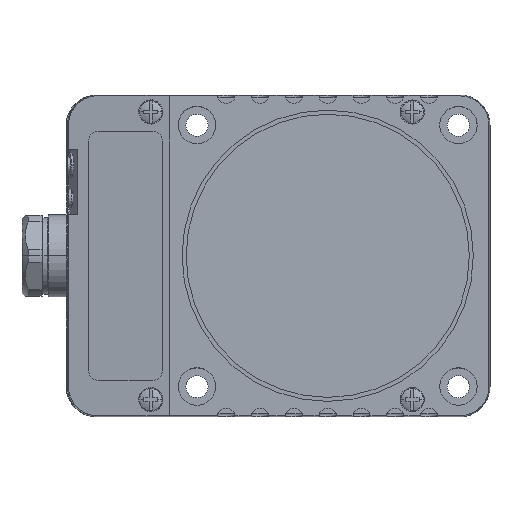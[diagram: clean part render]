
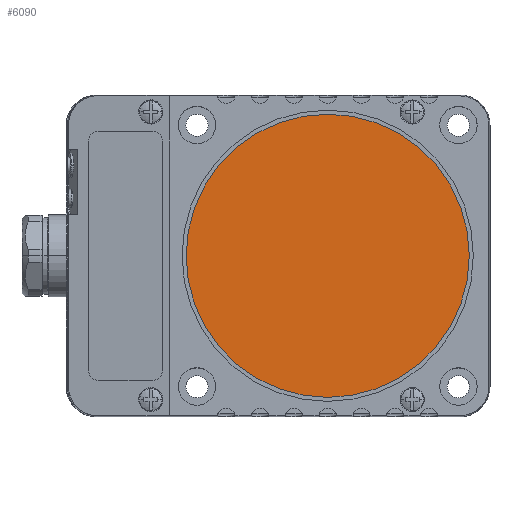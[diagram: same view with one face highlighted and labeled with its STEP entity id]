
A CAD part, top view. The second image highlights one B-rep face of the part: STEP entity #6090.
In plain terms, the highlighted planar face has unit normal (0, 0, 1).
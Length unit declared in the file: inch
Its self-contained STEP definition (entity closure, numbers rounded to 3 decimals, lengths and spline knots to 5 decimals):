
#529 = DIRECTION ( 'NONE',  ( 0., 0., -1. ) ) ;
#1234 = PLANE ( 'NONE',  #2783 ) ;
#1548 = AXIS2_PLACEMENT_3D ( 'NONE', #10229, #6290, #15425 ) ;
#1926 = VERTEX_POINT ( 'NONE', #10692 ) ;
#2676 = FACE_OUTER_BOUND ( 'NONE', #9469, .T. ) ;
#2783 = AXIS2_PLACEMENT_3D ( 'NONE', #11920, #13115, #13034 ) ;
#6090 = ADVANCED_FACE ( 'NONE', ( #2676 ), #1234, .T. ) ;
#6290 = DIRECTION ( 'NONE',  ( 0., 0., -1. ) ) ;
#7270 = EDGE_CURVE ( 'NONE', #1926, #11118, #13911, .T. ) ;
#8111 = CARTESIAN_POINT ( 'NONE',  ( 1.17323, 0., 0.94488 ) ) ;
#8425 = ORIENTED_EDGE ( 'NONE', *, *, #10614, .F. ) ;
#8867 = ORIENTED_EDGE ( 'NONE', *, *, #7270, .F. ) ;
#9469 = EDGE_LOOP ( 'NONE', ( #8425, #8867 ) ) ;
#9775 = DIRECTION ( 'NONE',  ( 1., 0., 0. ) ) ;
#10229 = CARTESIAN_POINT ( 'NONE',  ( 2.55906, 0., 0.94488 ) ) ;
#10614 = EDGE_CURVE ( 'NONE', #11118, #1926, #11931, .T. ) ;
#10692 = CARTESIAN_POINT ( 'NONE',  ( 3.94488, 0., 0.94488 ) ) ;
#11118 = VERTEX_POINT ( 'NONE', #8111 ) ;
#11920 = CARTESIAN_POINT ( 'NONE',  ( 0., 0., 0.94488 ) ) ;
#11931 = CIRCLE ( 'NONE', #1548, 1.38583 ) ;
#13034 = DIRECTION ( 'NONE',  ( 1., 0., 0. ) ) ;
#13115 = DIRECTION ( 'NONE',  ( 0., 0., 1. ) ) ;
#13452 = CARTESIAN_POINT ( 'NONE',  ( 2.55906, 0., 0.94488 ) ) ;
#13911 = CIRCLE ( 'NONE', #14712, 1.38583 ) ;
#14712 = AXIS2_PLACEMENT_3D ( 'NONE', #13452, #529, #9775 ) ;
#15425 = DIRECTION ( 'NONE',  ( 1., 0., 0. ) ) ;
